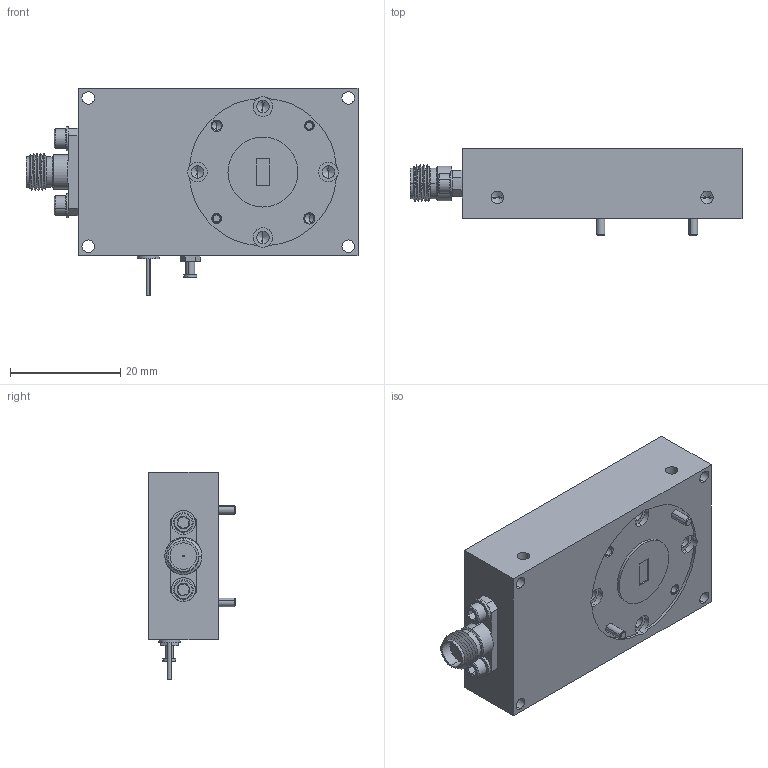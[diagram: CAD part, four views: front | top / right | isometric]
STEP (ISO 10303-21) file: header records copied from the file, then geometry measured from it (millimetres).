
FILE_DESCRIPTION (( 'STEP AP203' ), '1' );
FILE_NAME ('DMFA-19-111-1 DF.STEP', '2019-06-07T22:23:46', ( '' ), ( '' ), 'SwSTEP 2.0', 'SolidWorks 2016', '' );
FILE_SCHEMA (( 'CONFIG_CONTROL_DESIGN' ));
Length unit declared in the file: inch
Products named in the file (1): DMFA-19-111-1 DF
Bounding box: 60.33 x 15.81 x 37.72 mm (x, y, z)
Volume: 19358 mm3; surface area: 7312.7 mm2
Topology: 3 solids, 4 shells, 508 faces, 1263 edges, 794 vertices
Faces by surface type: plane 227, cylinder 145, cone 92, bspline 42, torus 2
Entity records: 17837 total; most frequent: CARTESIAN_POINT 5992, ORIENTED_EDGE 2478, DIRECTION 2367, EDGE_CURVE 1239, AXIS2_PLACEMENT_3D 861, VERTEX_POINT 794, LINE 645, VECTOR 645
